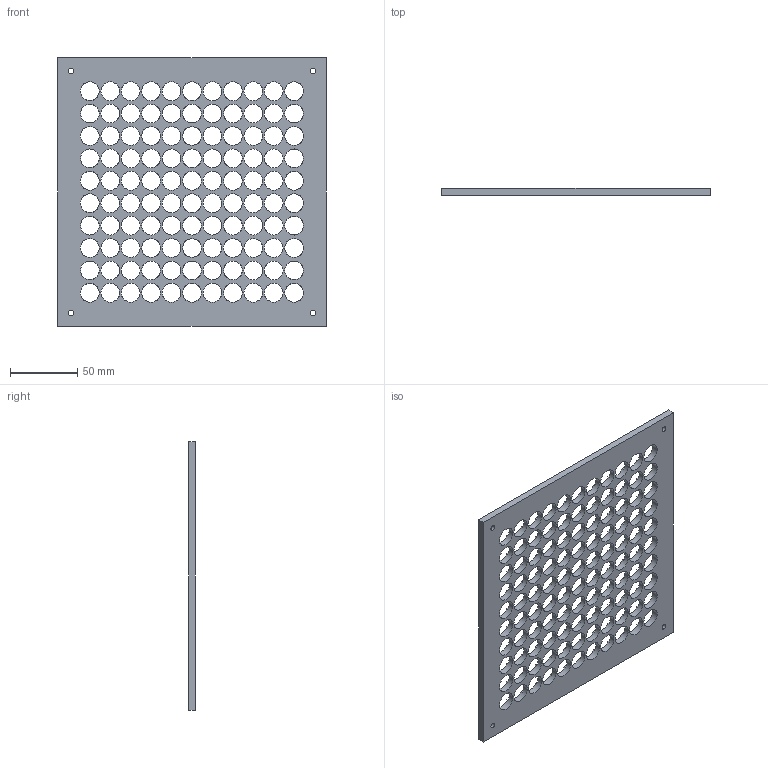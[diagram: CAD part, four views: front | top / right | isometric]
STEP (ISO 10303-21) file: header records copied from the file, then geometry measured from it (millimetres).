
FILE_DESCRIPTION(/* description */ (''),/* implementation_level */ '2;1');
FILE_NAME(/* name */ 'Abschirmung LED''s 200x200mm 12H.stp',/* time_stamp */ '2023-03-27T13:23:55+02:00',/* author */ ('ARausch'),/* organization */ (''),/* preprocessor_version */ 'ST-DEVELOPER v18.1',/* originating_system */ 'Autodesk Inventor 2021',/* authorisation */ '');
FILE_SCHEMA (('AUTOMOTIVE_DESIGN { 1 0 10303 214 3 1 1 }'));
Length unit declared in the file: millimetre
Products named in the file (1): Abschirmung LED's 200x200mm 12H
Bounding box: 200 x 5 x 200 mm (x, y, z)
Volume: 113318.9 mm3; surface area: 73417.7 mm2
Topology: 1 solids, 1 shells, 420 faces, 1554 edges, 1036 vertices
Faces by surface type: plane 306, cylinder 114
Full cylindrical faces by diameter (mm): 4 x4, 14 x110
Entity records: 17243 total; most frequent: ORIENTED_EDGE 3108, DIRECTION 3024, CARTESIAN_POINT 3011, EDGE_CURVE 1554, AXIS2_PLACEMENT_3D 1049, VERTEX_POINT 1036, LINE 926, VECTOR 926
